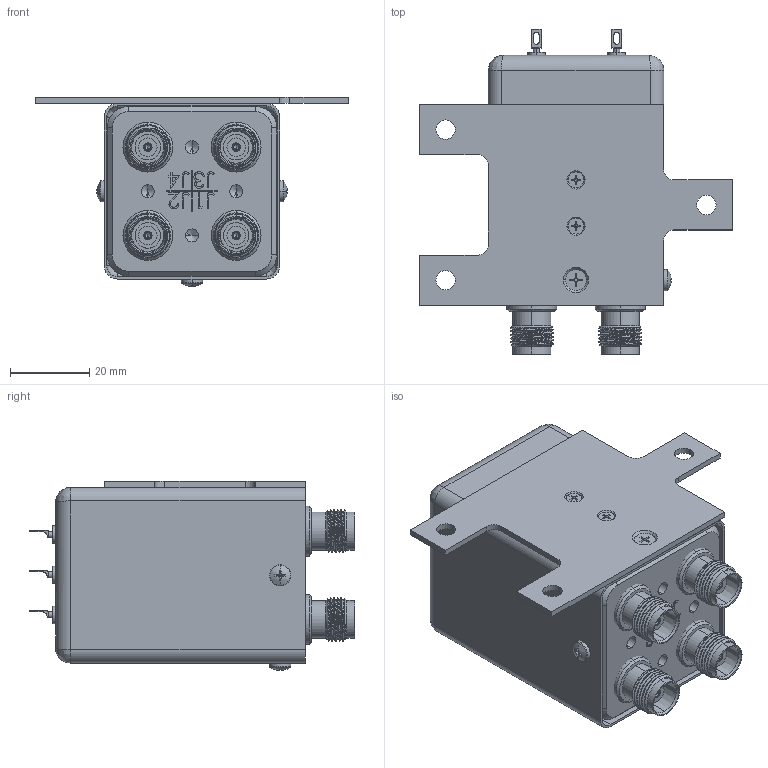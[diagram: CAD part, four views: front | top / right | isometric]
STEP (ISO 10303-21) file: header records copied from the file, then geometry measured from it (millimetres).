
FILE_DESCRIPTION (( 'STEP AP203' ), '1' );
FILE_NAME ('FMSW6511_3D.STEP', '2022-05-17T22:34:29', ( '' ), ( '' ), 'SwSTEP 2.0', 'SolidWorks 2021', '' );
FILE_SCHEMA (( 'CONFIG_CONTROL_DESIGN' ));
Length unit declared in the file: inch
Products named in the file (9): B22064002_1^FMSW6511; B22061003(未完成)_-6H^FMSW6511; FMSW6511_3D; A12075Y05_-402_1^FMSW6511; A12075Y05_-202_1^FMSW6511; B2202100X_1^FMSW6511; TNC_1^FMSW6511; R040691-e360_-03_1^FMSW6511; A12075Y04_-401_1^FMSW6511
Assembly tree (19 placements, depth 2):
  FMSW6511_3D
    B2202100X_1^FMSW6511
    B22061003(未完成)_-6H^FMSW6511
    B22064002_1^FMSW6511
    R040691-e360_-03_1^FMSW6511  x6
    A12075Y05_-402_1^FMSW6511
    A12075Y04_-401_1^FMSW6511  x3
    A12075Y05_-202_1^FMSW6511  x2
    TNC_1^FMSW6511  x4
Bounding box: 79.25 x 82.29 x 47.86 mm (x, y, z)
Volume: 36205.5 mm3; surface area: 45707.7 mm2
Topology: 27 solids, 27 shells, 1214 faces, 3057 edges, 1967 vertices
Faces by surface type: plane 500, cylinder 374, bspline 208, cone 132
Entity records: 33755 total; most frequent: CARTESIAN_POINT 15135, ORIENTED_EDGE 3782, DIRECTION 3158, EDGE_CURVE 1891, VERTEX_POINT 1242, LINE 1122, VECTOR 1122, AXIS2_PLACEMENT_3D 1018
